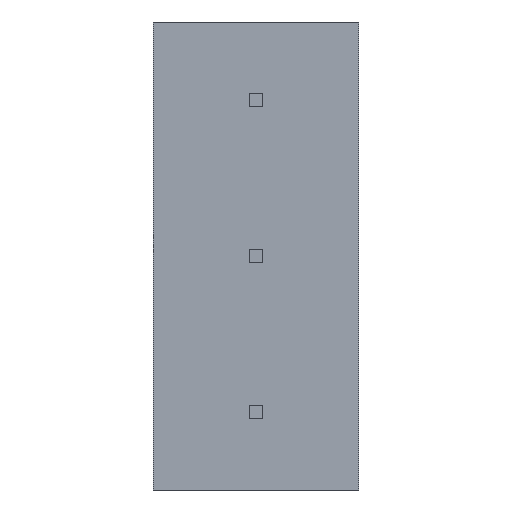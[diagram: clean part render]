
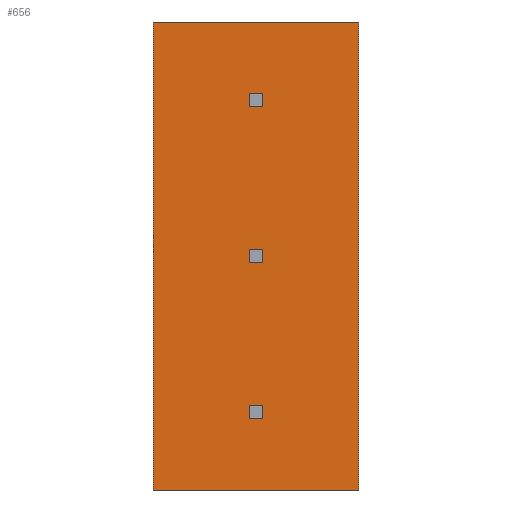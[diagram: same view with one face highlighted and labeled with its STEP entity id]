
A CAD part, front view. The second image highlights one B-rep face of the part: STEP entity #656.
In plain terms, the highlighted planar face has unit normal (0, -1, 0).
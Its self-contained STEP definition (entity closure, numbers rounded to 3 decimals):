
#15=FACE_BOUND('',#132,.T.);
#16=FACE_BOUND('',#133,.T.);
#17=FACE_BOUND('',#134,.T.);
#47=PLANE('',#716);
#92=FACE_OUTER_BOUND('',#131,.T.);
#131=EDGE_LOOP('',(#595,#596,#597,#598));
#132=EDGE_LOOP('',(#599,#600,#601,#602));
#133=EDGE_LOOP('',(#603,#604,#605,#606));
#134=EDGE_LOOP('',(#607,#608,#609,#610));
#167=LINE('',#957,#245);
#170=LINE('',#962,#248);
#176=LINE('',#975,#254);
#180=LINE('',#983,#258);
#183=LINE('',#989,#261);
#186=LINE('',#994,#264);
#188=LINE('',#1000,#266);
#192=LINE('',#1008,#270);
#195=LINE('',#1014,#273);
#198=LINE('',#1019,#276);
#200=LINE('',#1025,#278);
#204=LINE('',#1033,#282);
#207=LINE('',#1039,#285);
#210=LINE('',#1044,#288);
#219=LINE('',#1064,#297);
#220=LINE('',#1066,#298);
#245=VECTOR('',#783,10.);
#248=VECTOR('',#788,10.);
#254=VECTOR('',#798,10.);
#258=VECTOR('',#804,10.);
#261=VECTOR('',#809,10.);
#264=VECTOR('',#814,10.);
#266=VECTOR('',#820,10.);
#270=VECTOR('',#826,10.);
#273=VECTOR('',#831,10.);
#276=VECTOR('',#836,10.);
#278=VECTOR('',#842,10.);
#282=VECTOR('',#848,10.);
#285=VECTOR('',#853,10.);
#288=VECTOR('',#858,10.);
#297=VECTOR('',#883,10.);
#298=VECTOR('',#886,10.);
#320=VERTEX_POINT('',#954);
#321=VERTEX_POINT('',#956);
#322=VERTEX_POINT('',#960);
#326=VERTEX_POINT('',#973);
#327=VERTEX_POINT('',#974);
#330=VERTEX_POINT('',#982);
#332=VERTEX_POINT('',#988);
#334=VERTEX_POINT('',#998);
#335=VERTEX_POINT('',#999);
#338=VERTEX_POINT('',#1007);
#340=VERTEX_POINT('',#1013);
#342=VERTEX_POINT('',#1023);
#343=VERTEX_POINT('',#1024);
#346=VERTEX_POINT('',#1032);
#348=VERTEX_POINT('',#1038);
#352=VERTEX_POINT('',#1062);
#385=EDGE_CURVE('',#320,#321,#167,.T.);
#388=EDGE_CURVE('',#322,#320,#170,.T.);
#394=EDGE_CURVE('',#326,#327,#176,.T.);
#398=EDGE_CURVE('',#327,#330,#180,.T.);
#401=EDGE_CURVE('',#330,#332,#183,.T.);
#404=EDGE_CURVE('',#332,#326,#186,.T.);
#406=EDGE_CURVE('',#334,#335,#188,.T.);
#410=EDGE_CURVE('',#335,#338,#192,.T.);
#413=EDGE_CURVE('',#338,#340,#195,.T.);
#416=EDGE_CURVE('',#340,#334,#198,.T.);
#418=EDGE_CURVE('',#342,#343,#200,.T.);
#422=EDGE_CURVE('',#343,#346,#204,.T.);
#425=EDGE_CURVE('',#346,#348,#207,.T.);
#428=EDGE_CURVE('',#348,#342,#210,.T.);
#437=EDGE_CURVE('',#352,#322,#219,.T.);
#438=EDGE_CURVE('',#321,#352,#220,.T.);
#595=ORIENTED_EDGE('',*,*,#438,.F.);
#596=ORIENTED_EDGE('',*,*,#385,.F.);
#597=ORIENTED_EDGE('',*,*,#388,.F.);
#598=ORIENTED_EDGE('',*,*,#437,.F.);
#599=ORIENTED_EDGE('',*,*,#394,.T.);
#600=ORIENTED_EDGE('',*,*,#398,.T.);
#601=ORIENTED_EDGE('',*,*,#401,.T.);
#602=ORIENTED_EDGE('',*,*,#404,.T.);
#603=ORIENTED_EDGE('',*,*,#406,.T.);
#604=ORIENTED_EDGE('',*,*,#410,.T.);
#605=ORIENTED_EDGE('',*,*,#413,.T.);
#606=ORIENTED_EDGE('',*,*,#416,.T.);
#607=ORIENTED_EDGE('',*,*,#418,.T.);
#608=ORIENTED_EDGE('',*,*,#422,.T.);
#609=ORIENTED_EDGE('',*,*,#425,.T.);
#610=ORIENTED_EDGE('',*,*,#428,.T.);
#656=ADVANCED_FACE('',(#92,#15,#16,#17),#47,.F.);
#716=AXIS2_PLACEMENT_3D('',#1067,#887,#888);
#783=DIRECTION('',(1.,0.,0.));
#788=DIRECTION('',(0.,0.,1.));
#798=DIRECTION('',(0.,0.,1.));
#804=DIRECTION('',(1.,0.,0.));
#809=DIRECTION('',(0.,0.,-1.));
#814=DIRECTION('',(-1.,0.,0.));
#820=DIRECTION('',(0.,0.,-1.));
#826=DIRECTION('',(-1.,0.,0.));
#831=DIRECTION('',(0.,0.,1.));
#836=DIRECTION('',(1.,0.,0.));
#842=DIRECTION('',(0.,0.,-1.));
#848=DIRECTION('',(-1.,0.,0.));
#853=DIRECTION('',(0.,0.,1.));
#858=DIRECTION('',(1.,0.,0.));
#883=DIRECTION('',(-1.,0.,0.));
#886=DIRECTION('',(0.,0.,-1.));
#887=DIRECTION('center_axis',(0.,1.,0.));
#888=DIRECTION('ref_axis',(1.,0.,0.));
#954=CARTESIAN_POINT('',(-1.885,0.,4.295));
#956=CARTESIAN_POINT('',(1.885,0.,4.295));
#957=CARTESIAN_POINT('',(-1.885,0.,4.295));
#960=CARTESIAN_POINT('',(-1.885,0.,-4.295));
#962=CARTESIAN_POINT('',(-1.885,0.,-4.295));
#973=CARTESIAN_POINT('',(-0.125,0.,-2.988));
#974=CARTESIAN_POINT('',(-0.125,0.,-2.738));
#975=CARTESIAN_POINT('',(-0.125,0.,-1.369));
#982=CARTESIAN_POINT('',(0.125,0.,-2.738));
#983=CARTESIAN_POINT('',(0.063,0.,-2.738));
#988=CARTESIAN_POINT('',(0.125,0.,-2.988));
#989=CARTESIAN_POINT('',(0.125,0.,-1.494));
#994=CARTESIAN_POINT('',(-0.062,0.,-2.988));
#998=CARTESIAN_POINT('',(0.125,0.,0.125));
#999=CARTESIAN_POINT('',(0.125,0.,-0.125));
#1000=CARTESIAN_POINT('',(0.125,0.,-0.063));
#1007=CARTESIAN_POINT('',(-0.125,0.,-0.125));
#1008=CARTESIAN_POINT('',(-0.063,0.,-0.125));
#1013=CARTESIAN_POINT('',(-0.125,0.,0.125));
#1014=CARTESIAN_POINT('',(-0.125,0.,0.062));
#1019=CARTESIAN_POINT('',(0.062,0.,0.125));
#1023=CARTESIAN_POINT('',(0.125,0.,2.988));
#1024=CARTESIAN_POINT('',(0.125,0.,2.738));
#1025=CARTESIAN_POINT('',(0.125,0.,1.369));
#1032=CARTESIAN_POINT('',(-0.125,0.,2.738));
#1033=CARTESIAN_POINT('',(-0.062,0.,2.738));
#1038=CARTESIAN_POINT('',(-0.125,0.,2.988));
#1039=CARTESIAN_POINT('',(-0.125,0.,1.494));
#1044=CARTESIAN_POINT('',(0.063,0.,2.988));
#1062=CARTESIAN_POINT('',(1.885,0.,-4.295));
#1064=CARTESIAN_POINT('',(1.885,0.,-4.295));
#1066=CARTESIAN_POINT('',(1.885,0.,4.295));
#1067=CARTESIAN_POINT('Origin',(0.,0.,0.));
